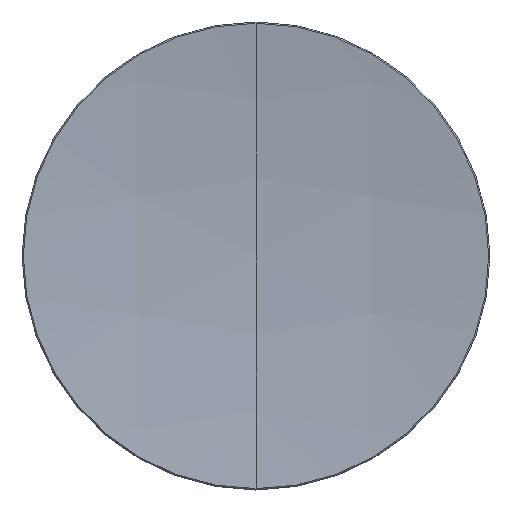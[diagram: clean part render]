
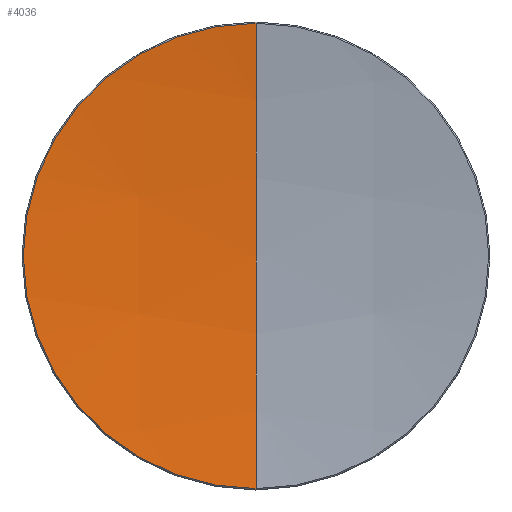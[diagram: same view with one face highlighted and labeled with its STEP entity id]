
A CAD part, top view. The second image highlights one B-rep face of the part: STEP entity #4036.
In plain terms, the highlighted spherical face has radius 300 mm.
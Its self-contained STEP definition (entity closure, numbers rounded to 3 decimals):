
#902 = FACE_OUTER_BOUND ( 'NONE', #4054, .T. ) ;
#906 = DIRECTION ( 'NONE',  ( 1., 0., 0. ) ) ;
#907 = CARTESIAN_POINT ( 'NONE',  ( -37.302, 0., 8.328 ) ) ;
#911 = AXIS2_PLACEMENT_3D ( 'NONE', #916, #920, #906 ) ;
#915 = CARTESIAN_POINT ( 'NONE',  ( 0., -37.302, 8.328 ) ) ;
#916 = CARTESIAN_POINT ( 'NONE',  ( 0., 0., 8.328 ) ) ;
#917 = CARTESIAN_POINT ( 'NONE',  ( 0., 0., 6. ) ) ;
#918 = DIRECTION ( 'NONE',  ( 0., 0., 1. ) ) ;
#919 = DIRECTION ( 'NONE',  ( -1., 0., 0. ) ) ;
#920 = DIRECTION ( 'NONE',  ( 0., 0., 1. ) ) ;
#925 = AXIS2_PLACEMENT_3D ( 'NONE', #926, #919, #918 ) ;
#926 = CARTESIAN_POINT ( 'NONE',  ( 0., 0., 306. ) ) ;
#1009 = CIRCLE ( 'NONE', #925, 300. ) ;
#1010 = CIRCLE ( 'NONE', #911, 37.302 ) ;
#1112 = DIRECTION ( 'NONE',  ( 0., 1., 0. ) ) ;
#1121 = SPHERICAL_SURFACE ( 'NONE', #1251, 300. ) ;
#1125 = CIRCLE ( 'NONE', #1250, 37.302 ) ;
#1152 = DIRECTION ( 'NONE',  ( 0., 0., 1. ) ) ;
#1170 = CARTESIAN_POINT ( 'NONE',  ( 0., 0., 306. ) ) ;
#1171 = CARTESIAN_POINT ( 'NONE',  ( 0., 0., 306. ) ) ;
#1173 = AXIS2_PLACEMENT_3D ( 'NONE', #1171, #1212, #1256 ) ;
#1176 = CARTESIAN_POINT ( 'NONE',  ( 0., 37.302, 8.328 ) ) ;
#1210 = DIRECTION ( 'NONE',  ( 1., 0., 0. ) ) ;
#1211 = CARTESIAN_POINT ( 'NONE',  ( 0., 0., 8.328 ) ) ;
#1212 = DIRECTION ( 'NONE',  ( 1., 0., 0. ) ) ;
#1250 = AXIS2_PLACEMENT_3D ( 'NONE', #1211, #1152, #1210 ) ;
#1251 = AXIS2_PLACEMENT_3D ( 'NONE', #1170, #1253, #1112 ) ;
#1252 = CIRCLE ( 'NONE', #1173, 300. ) ;
#1253 = DIRECTION ( 'NONE',  ( 1., 0., 0. ) ) ;
#1256 = DIRECTION ( 'NONE',  ( 0., 1., 0. ) ) ;
#4027 = EDGE_CURVE ( 'NONE', #4057, #4033, #1009, .T. ) ;
#4030 = ORIENTED_EDGE ( 'NONE', *, *, #4032, .T. ) ;
#4032 = EDGE_CURVE ( 'NONE', #4057, #4035, #1010, .T. ) ;
#4033 = VERTEX_POINT ( 'NONE', #917 ) ;
#4034 = VERTEX_POINT ( 'NONE', #915 ) ;
#4035 = VERTEX_POINT ( 'NONE', #907 ) ;
#4036 = ADVANCED_FACE ( 'NONE', ( #902 ), #1121, .F. ) ;
#4037 = EDGE_CURVE ( 'NONE', #4035, #4034, #1125, .T. ) ;
#4038 = ORIENTED_EDGE ( 'NONE', *, *, #4039, .T. ) ;
#4039 = EDGE_CURVE ( 'NONE', #4034, #4033, #1252, .T. ) ;
#4054 = EDGE_LOOP ( 'NONE', ( #4030, #4073, #4038, #4058 ) ) ;
#4057 = VERTEX_POINT ( 'NONE', #1176 ) ;
#4058 = ORIENTED_EDGE ( 'NONE', *, *, #4027, .F. ) ;
#4073 = ORIENTED_EDGE ( 'NONE', *, *, #4037, .T. ) ;
